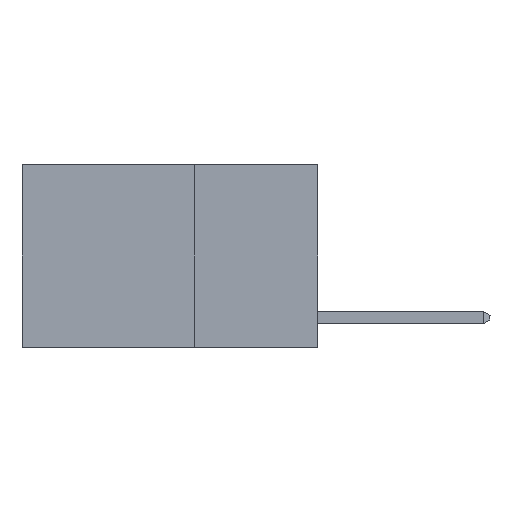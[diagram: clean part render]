
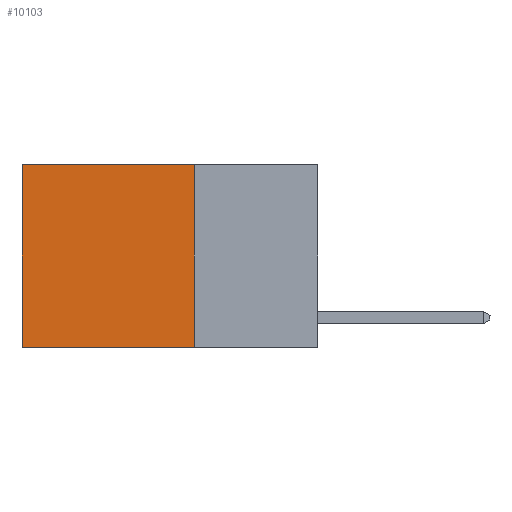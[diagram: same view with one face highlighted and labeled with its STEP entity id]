
A CAD part, left-side view. The second image highlights one B-rep face of the part: STEP entity #10103.
In plain terms, the highlighted planar face has unit normal (-1, 0, 0).
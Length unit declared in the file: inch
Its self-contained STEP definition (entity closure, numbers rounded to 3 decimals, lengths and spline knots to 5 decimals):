
#1026 = CARTESIAN_POINT ( 'NONE',  ( 0.2625, 0.25, -0.37 ) ) ;
#1779 = LINE ( 'NONE', #1026, #5022 ) ;
#2415 = VERTEX_POINT ( 'NONE', #13191 ) ;
#3578 = EDGE_LOOP ( 'NONE', ( #9002, #9754, #3865, #4765 ) ) ;
#3865 = ORIENTED_EDGE ( 'NONE', *, *, #6493, .F. ) ;
#4256 = DIRECTION ( 'NONE',  ( 0., 1., 0. ) ) ;
#4765 = ORIENTED_EDGE ( 'NONE', *, *, #14763, .T. ) ;
#5022 = VECTOR ( 'NONE', #16328, 39.37008 ) ;
#5830 = AXIS2_PLACEMENT_3D ( 'NONE', #15835, #11677, #15898 ) ;
#6192 = PLANE ( 'NONE',  #5830 ) ;
#6273 = FACE_OUTER_BOUND ( 'NONE', #3578, .T. ) ;
#6493 = EDGE_CURVE ( 'NONE', #2415, #9659, #14176, .T. ) ;
#6881 = VECTOR ( 'NONE', #12560, 39.37008 ) ;
#7875 = CARTESIAN_POINT ( 'NONE',  ( 0.2625, 0.25, -0.37 ) ) ;
#8474 = EDGE_CURVE ( 'NONE', #12065, #9212, #14747, .T. ) ;
#9002 = ORIENTED_EDGE ( 'NONE', *, *, #8474, .T. ) ;
#9212 = VERTEX_POINT ( 'NONE', #9925 ) ;
#9659 = VERTEX_POINT ( 'NONE', #7875 ) ;
#9754 = ORIENTED_EDGE ( 'NONE', *, *, #16989, .F. ) ;
#9840 = CARTESIAN_POINT ( 'NONE',  ( 0.2625, 0.25, 0. ) ) ;
#9925 = CARTESIAN_POINT ( 'NONE',  ( 0.2625, 0.6, -0.37 ) ) ;
#10103 = ADVANCED_FACE ( 'NONE', ( #6273 ), #6192, .F. ) ;
#10567 = CARTESIAN_POINT ( 'NONE',  ( 0.2625, 0.6, 0. ) ) ;
#11078 = LINE ( 'NONE', #13827, #12344 ) ;
#11677 = DIRECTION ( 'NONE',  ( 1., 0., 0. ) ) ;
#12065 = VERTEX_POINT ( 'NONE', #13897 ) ;
#12344 = VECTOR ( 'NONE', #4256, 39.37008 ) ;
#12560 = DIRECTION ( 'NONE',  ( 0., 0., -1. ) ) ;
#13191 = CARTESIAN_POINT ( 'NONE',  ( 0.2625, 0.25, 0. ) ) ;
#13373 = DIRECTION ( 'NONE',  ( 0., 0., -1. ) ) ;
#13827 = CARTESIAN_POINT ( 'NONE',  ( 0.2625, 0.25, 0. ) ) ;
#13897 = CARTESIAN_POINT ( 'NONE',  ( 0.2625, 0.6, 0. ) ) ;
#14176 = LINE ( 'NONE', #9840, #6881 ) ;
#14747 = LINE ( 'NONE', #10567, #17532 ) ;
#14763 = EDGE_CURVE ( 'NONE', #2415, #12065, #11078, .T. ) ;
#15835 = CARTESIAN_POINT ( 'NONE',  ( 0.2625, 0.25, 0. ) ) ;
#15898 = DIRECTION ( 'NONE',  ( 0., 0., -1. ) ) ;
#16328 = DIRECTION ( 'NONE',  ( 0., 1., 0. ) ) ;
#16989 = EDGE_CURVE ( 'NONE', #9659, #9212, #1779, .T. ) ;
#17532 = VECTOR ( 'NONE', #13373, 39.37008 ) ;
